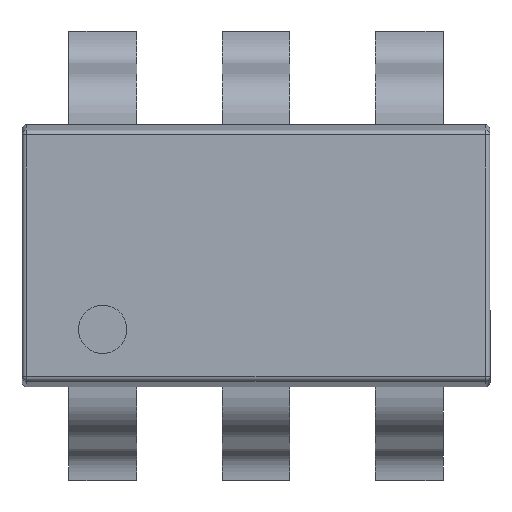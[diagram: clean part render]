
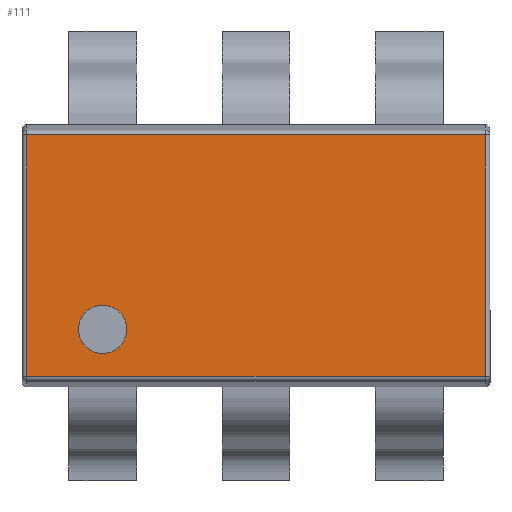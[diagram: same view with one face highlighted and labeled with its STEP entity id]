
A CAD part, top view. The second image highlights one B-rep face of the part: STEP entity #111.
In plain terms, the highlighted planar face has unit normal (0, 0, 1).
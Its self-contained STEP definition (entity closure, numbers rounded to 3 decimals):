
#41 = ORIENTED_EDGE ( 'NONE', *, *, #2264, .T. ) ;
#111 = ADVANCED_FACE ( 'NONE', ( #2772 ), #1592, .T. ) ;
#139 = AXIS2_PLACEMENT_3D ( 'NONE', #1600, #1601, #1602 ) ;
#181 = EDGE_LOOP ( 'NONE', ( #810, #793, #41, #828 ) ) ;
#225 = VERTEX_POINT ( 'NONE', #2001 ) ;
#255 = VERTEX_POINT ( 'NONE', #2029 ) ;
#276 = VERTEX_POINT ( 'NONE', #2050 ) ;
#297 = VERTEX_POINT ( 'NONE', #2067 ) ;
#321 = EDGE_CURVE ( 'NONE', #255, #276, #412, .T. ) ;
#412 = LINE ( 'NONE', #2097, #421 ) ;
#421 = VECTOR ( 'NONE', #2103, 1000. ) ;
#793 = ORIENTED_EDGE ( 'NONE', *, *, #2261, .T. ) ;
#810 = ORIENTED_EDGE ( 'NONE', *, *, #321, .T. ) ;
#828 = ORIENTED_EDGE ( 'NONE', *, *, #2273, .T. ) ;
#1184 = CARTESIAN_POINT ( 'NONE',  ( -1.42, -0.775, 1.1 ) ) ;
#1185 = DIRECTION ( 'NONE',  ( 0., -1., 0. ) ) ;
#1192 = CARTESIAN_POINT ( 'NONE',  ( 0., -0.748, 1.1 ) ) ;
#1193 = DIRECTION ( 'NONE',  ( 1., 0., 0. ) ) ;
#1228 = CARTESIAN_POINT ( 'NONE',  ( 1.42, 0.775, 1.1 ) ) ;
#1229 = DIRECTION ( 'NONE',  ( 0., 1., 0. ) ) ;
#1413 = LINE ( 'NONE', #1184, #1417 ) ;
#1417 = VECTOR ( 'NONE', #1185, 1000. ) ;
#1419 = LINE ( 'NONE', #1192, #1421 ) ;
#1421 = VECTOR ( 'NONE', #1193, 1000. ) ;
#1432 = LINE ( 'NONE', #1228, #1437 ) ;
#1437 = VECTOR ( 'NONE', #1229, 1000. ) ;
#1592 = PLANE ( 'NONE',  #139 ) ;
#1600 = CARTESIAN_POINT ( 'NONE',  ( 0., 0., 1.1 ) ) ;
#1601 = DIRECTION ( 'NONE',  ( 0., 0., 1. ) ) ;
#1602 = DIRECTION ( 'NONE',  ( 1., 0., 0. ) ) ;
#2001 = CARTESIAN_POINT ( 'NONE',  ( 1.42, -0.748, 1.1 ) ) ;
#2029 = CARTESIAN_POINT ( 'NONE',  ( 1.42, 0.748, 1.1 ) ) ;
#2050 = CARTESIAN_POINT ( 'NONE',  ( -1.42, 0.748, 1.1 ) ) ;
#2067 = CARTESIAN_POINT ( 'NONE',  ( -1.42, -0.748, 1.1 ) ) ;
#2097 = CARTESIAN_POINT ( 'NONE',  ( 0., 0.748, 1.1 ) ) ;
#2103 = DIRECTION ( 'NONE',  ( -1., 0., 0. ) ) ;
#2261 = EDGE_CURVE ( 'NONE', #276, #297, #1413, .T. ) ;
#2264 = EDGE_CURVE ( 'NONE', #297, #225, #1419, .T. ) ;
#2273 = EDGE_CURVE ( 'NONE', #225, #255, #1432, .T. ) ;
#2772 = FACE_OUTER_BOUND ( 'NONE', #181, .T. ) ;
